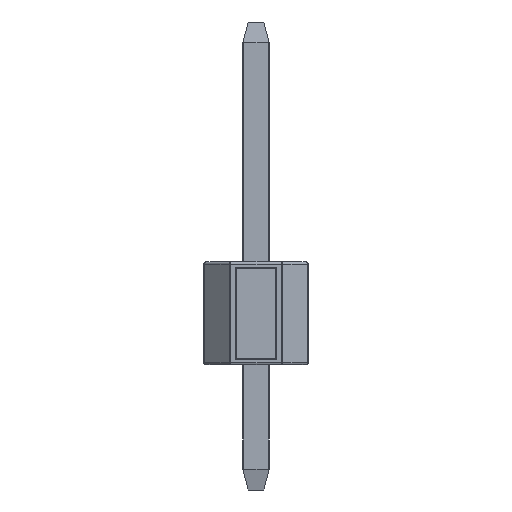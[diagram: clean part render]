
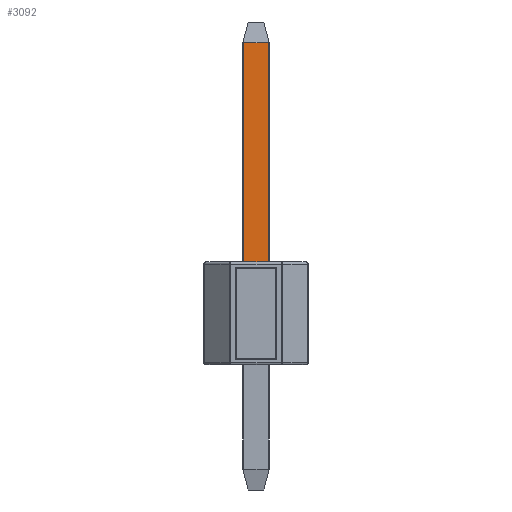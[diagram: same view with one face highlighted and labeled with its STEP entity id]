
A CAD part, left-side view. The second image highlights one B-rep face of the part: STEP entity #3092.
In plain terms, the highlighted planar face has unit normal (-1, 0, 0).
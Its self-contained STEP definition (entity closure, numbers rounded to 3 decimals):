
#394=FACE_OUTER_BOUND('',#578,.T.);
#578=EDGE_LOOP('',(#2229,#2230,#2231,#2232));
#781=LINE('',#4805,#1061);
#804=LINE('',#4853,#1084);
#805=LINE('',#4855,#1085);
#806=LINE('',#4856,#1086);
#1061=VECTOR('',#3879,10.);
#1084=VECTOR('',#3930,10.);
#1085=VECTOR('',#3931,10.);
#1086=VECTOR('',#3932,10.);
#1265=VERTEX_POINT('',#4546);
#1268=VERTEX_POINT('',#4553);
#1347=VERTEX_POINT('',#4852);
#1348=VERTEX_POINT('',#4854);
#1637=EDGE_CURVE('',#1268,#1265,#781,.T.);
#1660=EDGE_CURVE('',#1347,#1265,#804,.T.);
#1661=EDGE_CURVE('',#1348,#1347,#805,.T.);
#1662=EDGE_CURVE('',#1268,#1348,#806,.T.);
#2229=ORIENTED_EDGE('',*,*,#1637,.T.);
#2230=ORIENTED_EDGE('',*,*,#1660,.F.);
#2231=ORIENTED_EDGE('',*,*,#1661,.F.);
#2232=ORIENTED_EDGE('',*,*,#1662,.F.);
#2786=PLANE('',#3344);
#3092=ADVANCED_FACE('',(#394),#2786,.T.);
#3344=AXIS2_PLACEMENT_3D('',#4851,#3928,#3929);
#3879=DIRECTION('',(0.,-1.,0.));
#3928=DIRECTION('center_axis',(-1.,0.,0.));
#3929=DIRECTION('ref_axis',(0.,0.,1.));
#3930=DIRECTION('',(0.,0.,-1.));
#3931=DIRECTION('',(0.,-1.,0.));
#3932=DIRECTION('',(0.,0.,1.));
#4546=CARTESIAN_POINT('',(-0.32,-0.297,2.5));
#4553=CARTESIAN_POINT('',(-0.32,0.292,2.5));
#4805=CARTESIAN_POINT('',(-0.32,-0.003,2.5));
#4851=CARTESIAN_POINT('Origin',(-0.32,-0.003,2.645));
#4852=CARTESIAN_POINT('',(-0.32,-0.297,7.832));
#4853=CARTESIAN_POINT('',(-0.32,-0.297,5.493));
#4854=CARTESIAN_POINT('',(-0.32,0.292,7.832));
#4855=CARTESIAN_POINT('',(-0.32,0.158,7.832));
#4856=CARTESIAN_POINT('',(-0.32,0.292,-0.202));
